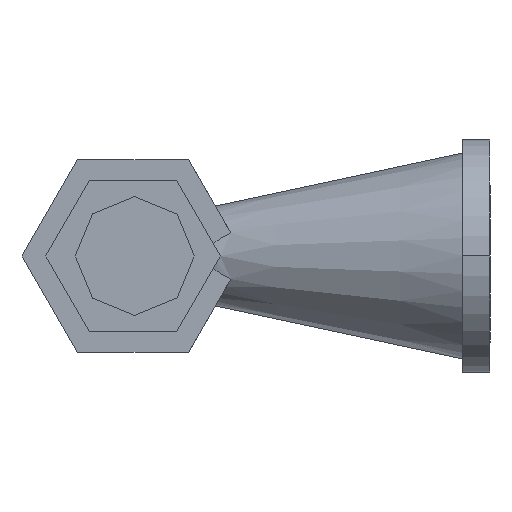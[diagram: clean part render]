
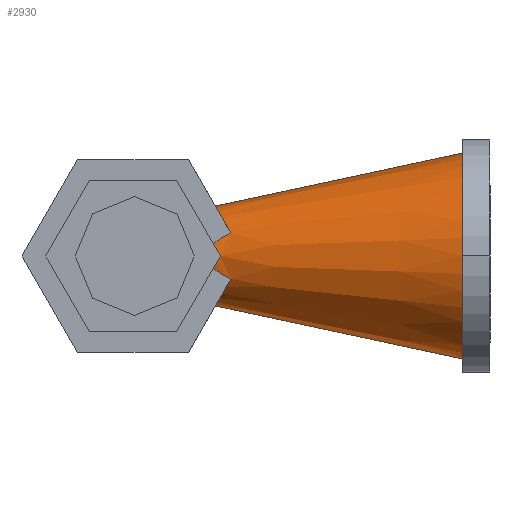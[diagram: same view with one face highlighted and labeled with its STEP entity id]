
A CAD part, left-side view. The second image highlights one B-rep face of the part: STEP entity #2930.
In plain terms, the highlighted conical face has half-angle 12.087 degrees and reference radius 7.497 mm.
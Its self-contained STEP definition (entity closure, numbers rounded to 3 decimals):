
#115 = B_SPLINE_CURVE_WITH_KNOTS ( 'NONE', 3,
 ( #3137, #5014, #828, #4598, #3228, #2684 ),
 .UNSPECIFIED., .F., .F.,
 ( 4, 2, 4 ),
 ( 0., 0.001, 0.002 ),
 .UNSPECIFIED. ) ;
#127 = CARTESIAN_POINT ( 'NONE',  ( -68., 20.018, -3.639 ) ) ;
#153 = ORIENTED_EDGE ( 'NONE', *, *, #1715, .T. ) ;
#276 = CARTESIAN_POINT ( 'NONE',  ( -71.5, 19.332, 1.447 ) ) ;
#459 = CARTESIAN_POINT ( 'NONE',  ( -71.5, 18.885, 1.677 ) ) ;
#512 = VERTEX_POINT ( 'NONE', #1048 ) ;
#623 = EDGE_CURVE ( 'NONE', #3759, #4504, #2831, .T. ) ;
#686 = CONICAL_SURFACE ( 'NONE', #1731, 7.497, 0.211 ) ;
#755 = EDGE_CURVE ( 'NONE', #3735, #2373, #5905, .T. ) ;
#828 = CARTESIAN_POINT ( 'NONE',  ( -71.5, 19.759, -1.187 ) ) ;
#848 = CARTESIAN_POINT ( 'NONE',  ( -71.5, 20.157, -0.88 ) ) ;
#983 = CARTESIAN_POINT ( 'NONE',  ( -71.68, 19.823, -0.301 ) ) ;
#1012 = ORIENTED_EDGE ( 'NONE', *, *, #4571, .T. ) ;
#1048 = CARTESIAN_POINT ( 'NONE',  ( -68., 2., -7.497 ) ) ;
#1075 = CARTESIAN_POINT ( 'NONE',  ( -71.68, 19.823, 0.301 ) ) ;
#1077 = CARTESIAN_POINT ( 'NONE',  ( -68., 2., 0. ) ) ;
#1477 = ORIENTED_EDGE ( 'NONE', *, *, #2576, .T. ) ;
#1565 = DIRECTION ( 'NONE',  ( 0., 1., 0. ) ) ;
#1596 = ORIENTED_EDGE ( 'NONE', *, *, #4002, .T. ) ;
#1715 = EDGE_CURVE ( 'NONE', #5250, #3759, #115, .T. ) ;
#1720 = EDGE_CURVE ( 'NONE', #3644, #5107, #4909, .T. ) ;
#1731 = AXIS2_PLACEMENT_3D ( 'NONE', #3075, #2767, #5493 ) ;
#1964 = CARTESIAN_POINT ( 'NONE',  ( -71.607, 19.993, 0.596 ) ) ;
#2028 = CARTESIAN_POINT ( 'NONE',  ( -71.5, 20.157, 0.88 ) ) ;
#2059 = CARTESIAN_POINT ( 'NONE',  ( -71.5, 20.157, 0.88 ) ) ;
#2089 = CARTESIAN_POINT ( 'NONE',  ( -71.5, 19.111, 1.566 ) ) ;
#2186 = CARTESIAN_POINT ( 'NONE',  ( -71.5, 20.157, 0.88 ) ) ;
#2242 = VECTOR ( 'NONE', #3162, 1000. ) ;
#2293 = ORIENTED_EDGE ( 'NONE', *, *, #755, .F. ) ;
#2373 = VERTEX_POINT ( 'NONE', #3516 ) ;
#2434 = AXIS2_PLACEMENT_3D ( 'NONE', #1077, #1565, #5699 ) ;
#2448 = CARTESIAN_POINT ( 'NONE',  ( -68., 20.018, -3.639 ) ) ;
#2478 = CARTESIAN_POINT ( 'NONE',  ( -69.457, 20.018, 3.639 ) ) ;
#2576 = EDGE_CURVE ( 'NONE', #4504, #512, #3254, .T. ) ;
#2684 = CARTESIAN_POINT ( 'NONE',  ( -71.5, 18.885, -1.677 ) ) ;
#2715 = CIRCLE ( 'NONE', #2434, 7.497 ) ;
#2767 = DIRECTION ( 'NONE',  ( 0., -1., 0. ) ) ;
#2831 =( BOUNDED_CURVE ( )  B_SPLINE_CURVE ( 3, ( #2896, #4816, #3273, #127 ),
 .UNSPECIFIED., .F., .T. ) 
 B_SPLINE_CURVE_WITH_KNOTS ( ( 4, 4 ),
 ( 2.127, 3.142 ),
 .UNSPECIFIED. ) 
 CURVE ( )  GEOMETRIC_REPRESENTATION_ITEM ( )  RATIONAL_B_SPLINE_CURVE ( ( 1., 0.916, 0.916, 1. ) ) 
 REPRESENTATION_ITEM ( '' )  );
#2853 = CARTESIAN_POINT ( 'NONE',  ( -71.607, 19.993, -0.596 ) ) ;
#2876 = CARTESIAN_POINT ( 'NONE',  ( -71.5, 18.885, 1.677 ) ) ;
#2896 = CARTESIAN_POINT ( 'NONE',  ( -71.5, 18.885, -1.677 ) ) ;
#2909 = CARTESIAN_POINT ( 'NONE',  ( -70.731, 19.606, 2.925 ) ) ;
#2913 = ORIENTED_EDGE ( 'NONE', *, *, #1720, .T. ) ;
#2930 = ADVANCED_FACE ( 'NONE', ( #3998 ), #686, .T. ) ;
#3075 = CARTESIAN_POINT ( 'NONE',  ( -68., 2., 0. ) ) ;
#3119 = B_SPLINE_CURVE_WITH_KNOTS ( 'NONE', 3,
 ( #5380, #2089, #276, #5347, #4860, #2059 ),
 .UNSPECIFIED., .F., .F.,
 ( 4, 2, 4 ),
 ( 0., 0.001, 0.002 ),
 .UNSPECIFIED. ) ;
#3137 = CARTESIAN_POINT ( 'NONE',  ( -71.5, 20.157, -0.88 ) ) ;
#3162 = DIRECTION ( 'NONE',  ( 0., -0.978, -0.209 ) ) ;
#3228 = CARTESIAN_POINT ( 'NONE',  ( -71.5, 19.111, -1.566 ) ) ;
#3254 = LINE ( 'NONE', #5496, #2242 ) ;
#3273 = CARTESIAN_POINT ( 'NONE',  ( -69.457, 20.018, -3.639 ) ) ;
#3353 =( BOUNDED_CURVE ( )  B_SPLINE_CURVE ( 3, ( #3825, #2478, #2909, #2876 ),
 .UNSPECIFIED., .F., .T. ) 
 B_SPLINE_CURVE_WITH_KNOTS ( ( 4, 4 ),
 ( 3.142, 4.157 ),
 .UNSPECIFIED. ) 
 CURVE ( )  GEOMETRIC_REPRESENTATION_ITEM ( )  RATIONAL_B_SPLINE_CURVE ( ( 1., 0.916, 0.916, 1. ) ) 
 REPRESENTATION_ITEM ( '' )  );
#3516 = CARTESIAN_POINT ( 'NONE',  ( -68., 2., 7.497 ) ) ;
#3644 = VERTEX_POINT ( 'NONE', #2186 ) ;
#3655 = DIRECTION ( 'NONE',  ( 0., -0.978, 0.209 ) ) ;
#3735 = VERTEX_POINT ( 'NONE', #5214 ) ;
#3759 = VERTEX_POINT ( 'NONE', #4202 ) ;
#3764 = EDGE_CURVE ( 'NONE', #5107, #5250, #5309, .T. ) ;
#3818 = ORIENTED_EDGE ( 'NONE', *, *, #623, .T. ) ;
#3825 = CARTESIAN_POINT ( 'NONE',  ( -68., 20.018, 3.639 ) ) ;
#3998 = FACE_OUTER_BOUND ( 'NONE', #5990, .T. ) ;
#4002 = EDGE_CURVE ( 'NONE', #5184, #3644, #3119, .T. ) ;
#4202 = CARTESIAN_POINT ( 'NONE',  ( -71.5, 18.885, -1.677 ) ) ;
#4269 = CARTESIAN_POINT ( 'NONE',  ( -71.718, 19.649, 0. ) ) ;
#4383 = ORIENTED_EDGE ( 'NONE', *, *, #3764, .T. ) ;
#4504 = VERTEX_POINT ( 'NONE', #2448 ) ;
#4512 = EDGE_CURVE ( 'NONE', #512, #2373, #2715, .T. ) ;
#4571 = EDGE_CURVE ( 'NONE', #3735, #5184, #3353, .T. ) ;
#4598 = CARTESIAN_POINT ( 'NONE',  ( -71.5, 19.332, -1.447 ) ) ;
#4706 = CARTESIAN_POINT ( 'NONE',  ( -71.5, 20.157, -0.88 ) ) ;
#4816 = CARTESIAN_POINT ( 'NONE',  ( -70.731, 19.606, -2.925 ) ) ;
#4860 = CARTESIAN_POINT ( 'NONE',  ( -71.5, 19.967, 1.047 ) ) ;
#4909 =( BOUNDED_CURVE ( )  B_SPLINE_CURVE ( 3, ( #2028, #1964, #1075, #4269 ),
 .UNSPECIFIED., .F., .F. ) 
 B_SPLINE_CURVE_WITH_KNOTS ( ( 4, 4 ),
 ( 4.348, 4.588 ),
 .UNSPECIFIED. ) 
 CURVE ( )  GEOMETRIC_REPRESENTATION_ITEM ( )  RATIONAL_B_SPLINE_CURVE ( ( 1., 0.995, 0.995, 1. ) ) 
 REPRESENTATION_ITEM ( '' )  );
#5014 = CARTESIAN_POINT ( 'NONE',  ( -71.5, 19.967, -1.047 ) ) ;
#5107 = VERTEX_POINT ( 'NONE', #5369 ) ;
#5179 = CARTESIAN_POINT ( 'NONE',  ( -71.718, 19.649, 0. ) ) ;
#5184 = VERTEX_POINT ( 'NONE', #459 ) ;
#5202 = ORIENTED_EDGE ( 'NONE', *, *, #4512, .T. ) ;
#5214 = CARTESIAN_POINT ( 'NONE',  ( -68., 20.018, 3.639 ) ) ;
#5250 = VERTEX_POINT ( 'NONE', #848 ) ;
#5309 =( BOUNDED_CURVE ( )  B_SPLINE_CURVE ( 3, ( #5179, #983, #2853, #4706 ),
 .UNSPECIFIED., .F., .F. ) 
 B_SPLINE_CURVE_WITH_KNOTS ( ( 4, 4 ),
 ( 1.695, 1.935 ),
 .UNSPECIFIED. ) 
 CURVE ( )  GEOMETRIC_REPRESENTATION_ITEM ( )  RATIONAL_B_SPLINE_CURVE ( ( 1., 0.995, 0.995, 1. ) ) 
 REPRESENTATION_ITEM ( '' )  );
#5347 = CARTESIAN_POINT ( 'NONE',  ( -71.5, 19.759, 1.187 ) ) ;
#5369 = CARTESIAN_POINT ( 'NONE',  ( -71.718, 19.649, 0. ) ) ;
#5380 = CARTESIAN_POINT ( 'NONE',  ( -71.5, 18.885, 1.677 ) ) ;
#5493 = DIRECTION ( 'NONE',  ( 0., 0., 1. ) ) ;
#5496 = CARTESIAN_POINT ( 'NONE',  ( -68., 2., -7.497 ) ) ;
#5599 = VECTOR ( 'NONE', #3655, 1000. ) ;
#5699 = DIRECTION ( 'NONE',  ( 0., 0., 1. ) ) ;
#5905 = LINE ( 'NONE', #5938, #5599 ) ;
#5938 = CARTESIAN_POINT ( 'NONE',  ( -68., 2., 7.497 ) ) ;
#5990 = EDGE_LOOP ( 'NONE', ( #3818, #1477, #5202, #2293, #1012, #1596, #2913, #4383, #153 ) ) ;
